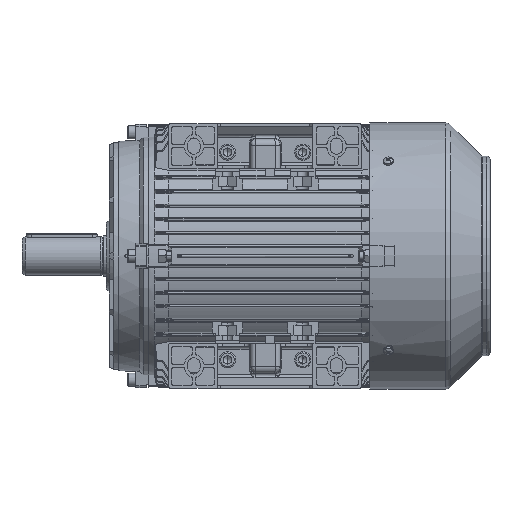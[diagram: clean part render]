
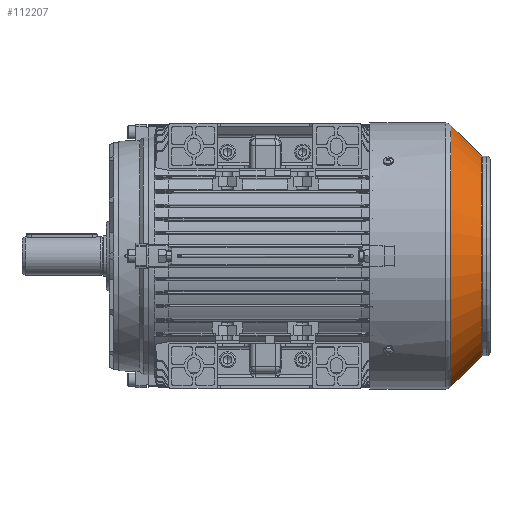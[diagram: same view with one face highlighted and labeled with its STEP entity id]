
A CAD part, front view. The second image highlights one B-rep face of the part: STEP entity #112207.
In plain terms, the highlighted conical face has half-angle 45 degrees and reference radius 98.586 mm.
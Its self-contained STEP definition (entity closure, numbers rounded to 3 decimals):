
#104098 = VERTEX_POINT ( 'NONE', #119061 ) ;
#104099 = VERTEX_POINT ( 'NONE', #119059 ) ;
#104101 = EDGE_CURVE ( 'NONE', #104099, #104123, #119054, .T. ) ;
#104104 = EDGE_CURVE ( 'NONE', #104098, #104121, #119046, .T. ) ;
#104108 = EDGE_CURVE ( 'NONE', #104099, #104098, #119032, .T. ) ;
#104121 = VERTEX_POINT ( 'NONE', #119124 ) ;
#104123 = VERTEX_POINT ( 'NONE', #119122 ) ;
#112207 = ADVANCED_FACE ( 'NONE', ( #137513 ), #137512, .T. ) ;
#112208 = EDGE_LOOP ( 'NONE', ( #112209, #112210, #112211, #112212 ) ) ;
#112209 = ORIENTED_EDGE ( 'NONE', *, *, #104101, .F. ) ;
#112210 = ORIENTED_EDGE ( 'NONE', *, *, #104108, .T. ) ;
#112211 = ORIENTED_EDGE ( 'NONE', *, *, #104104, .T. ) ;
#112212 = ORIENTED_EDGE ( 'NONE', *, *, #112213, .F. ) ;
#112213 = EDGE_CURVE ( 'NONE', #104123, #104121, #137569, .T. ) ;
#118452 = CARTESIAN_POINT ( 'NONE',  ( 109.414, 0., 0. ) ) ;
#119022 = AXIS2_PLACEMENT_3D ( 'NONE', #118452, #159511, #159528 ) ;
#119032 = CIRCLE ( 'NONE', #119022, 98.586 ) ;
#119041 = DIRECTION ( 'NONE',  ( -0.707, 0., 0.707 ) ) ;
#119042 = VECTOR ( 'NONE', #119041, 1000. ) ;
#119044 = CARTESIAN_POINT ( 'NONE',  ( 109.414, 0., 98.586 ) ) ;
#119046 = LINE ( 'NONE', #119044, #119042 ) ;
#119049 = DIRECTION ( 'NONE',  ( -0.707, 0., -0.707 ) ) ;
#119050 = VECTOR ( 'NONE', #119049, 1000. ) ;
#119052 = CARTESIAN_POINT ( 'NONE',  ( 109.414, 0., -98.586 ) ) ;
#119054 = LINE ( 'NONE', #119052, #119050 ) ;
#119059 = CARTESIAN_POINT ( 'NONE',  ( 109.414, 0., -98.586 ) ) ;
#119061 = CARTESIAN_POINT ( 'NONE',  ( 109.414, 0., 98.586 ) ) ;
#119122 = CARTESIAN_POINT ( 'NONE',  ( 79.593, 0., -128.407 ) ) ;
#119124 = CARTESIAN_POINT ( 'NONE',  ( 79.593, 0., 128.407 ) ) ;
#137512 = CONICAL_SURFACE ( 'NONE', #137574, 98.586, 0.785 ) ;
#137513 = FACE_OUTER_BOUND ( 'NONE', #112208, .T. ) ;
#137565 = DIRECTION ( 'NONE',  ( 0., 0., 1. ) ) ;
#137566 = DIRECTION ( 'NONE',  ( -1., 0., 0. ) ) ;
#137567 = CARTESIAN_POINT ( 'NONE',  ( 79.593, 0., 0. ) ) ;
#137568 = AXIS2_PLACEMENT_3D ( 'NONE', #137567, #137566, #137565 ) ;
#137569 = CIRCLE ( 'NONE', #137568, 128.407 ) ;
#137571 = DIRECTION ( 'NONE',  ( 0., 0., 1. ) ) ;
#137572 = DIRECTION ( 'NONE',  ( -1., 0., 0. ) ) ;
#137573 = CARTESIAN_POINT ( 'NONE',  ( 109.414, 0., 0. ) ) ;
#137574 = AXIS2_PLACEMENT_3D ( 'NONE', #137573, #137572, #137571 ) ;
#159511 = DIRECTION ( 'NONE',  ( -1., 0., 0. ) ) ;
#159528 = DIRECTION ( 'NONE',  ( 0., 0., 1. ) ) ;
